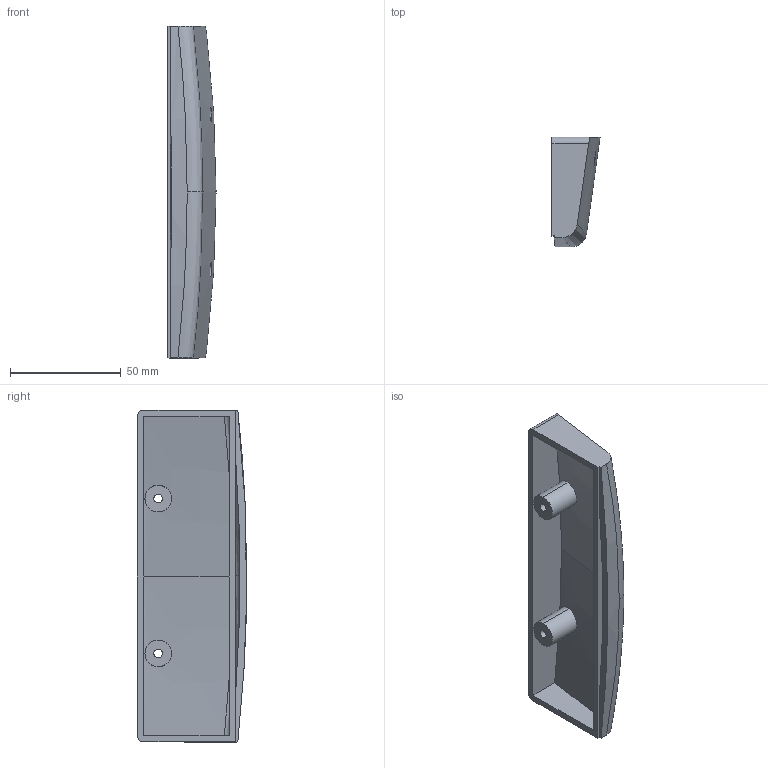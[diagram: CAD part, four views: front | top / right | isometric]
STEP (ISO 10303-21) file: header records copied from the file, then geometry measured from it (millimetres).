
FILE_DESCRIPTION (( 'STEP AP214' ), '1' );
FILE_NAME ('HEL-04-03002-00.step', '2023-07-25T09:13:54', ( '' ), ( '' ), 'SwSTEP 2.0', 'SolidWorks 2021', '' );
FILE_SCHEMA (( 'AUTOMOTIVE_DESIGN' ));
Length unit declared in the file: millimetre
Products named in the file (1): HEL-04-03002-00
Bounding box: 21.73 x 49.5 x 150 mm (x, y, z)
Volume: 43077.4 mm3; surface area: 29040.5 mm2
Topology: 1 solids, 1 shells, 40 faces, 98 edges, 65 vertices
Faces by surface type: cylinder 16, plane 14, bspline 10
Entity records: 1832 total; most frequent: CARTESIAN_POINT 938, ORIENTED_EDGE 196, DIRECTION 140, EDGE_CURVE 98, VERTEX_POINT 65, AXIS2_PLACEMENT_3D 51, EDGE_LOOP 49, FACE_OUTER_BOUND 40
